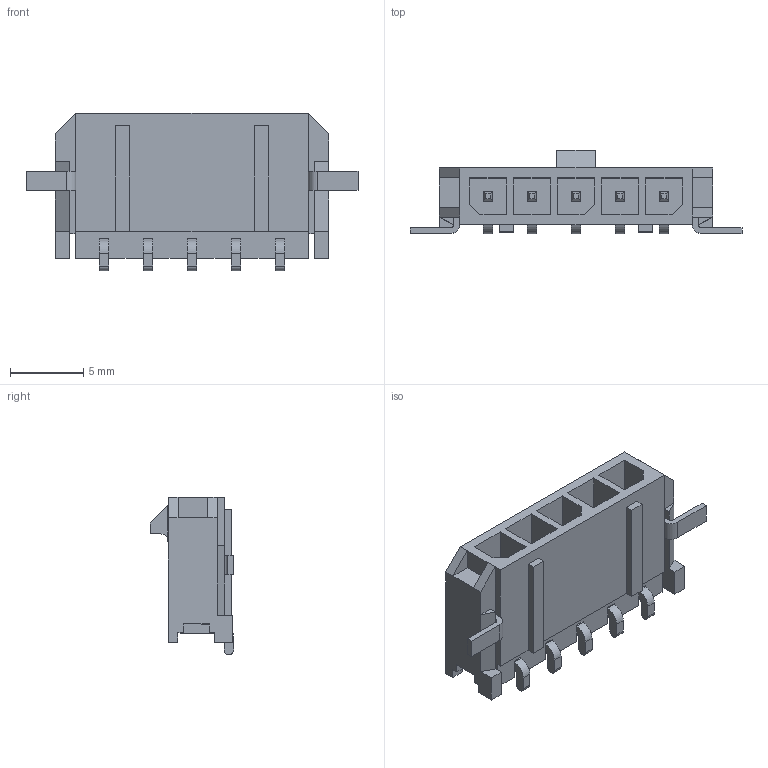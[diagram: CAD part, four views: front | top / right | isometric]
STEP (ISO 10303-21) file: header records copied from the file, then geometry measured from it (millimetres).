
FILE_DESCRIPTION((''),'2;1');
FILE_NAME('436500513','2015-11-16T',('gga'),(''),'PRO/ENGINEER BY PARAMETRIC TECHNOLOGY CORPORATION, 2011490','PRO/ENGINEER BY PARAMETRIC TECHNOLOGY CORPORATION, 2011490','');
FILE_SCHEMA(('CONFIG_CONTROL_DESIGN'));
Length unit declared in the file: millimetre
Products named in the file (1): 436500513
Bounding box: 22.64 x 5.67 x 10.74 mm (x, y, z)
Volume: 458.6 mm3; surface area: 1130.5 mm2
Topology: 2 solids, 2 shells, 326 faces, 929 edges, 598 vertices
Faces by surface type: plane 306, cylinder 20
Entity records: 10369 total; most frequent: CARTESIAN_POINT 1826, ORIENTED_EDGE 1802, DIRECTION 1643, EDGE_CURVE 901, VECTOR 869, LINE 869, VERTEX_POINT 570, AXIS2_PLACEMENT_3D 387
